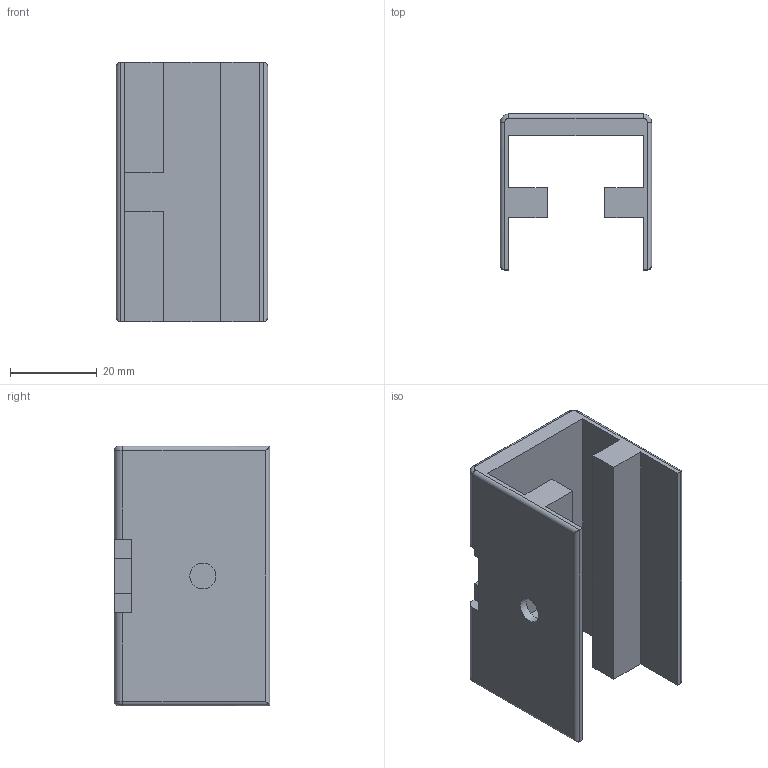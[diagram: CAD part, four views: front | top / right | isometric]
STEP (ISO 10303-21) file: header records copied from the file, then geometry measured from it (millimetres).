
FILE_DESCRIPTION(('FreeCAD Model'),'2;1');
FILE_NAME( 'Camera Holder.step', '2015-10-19T14:26:25',('Author'),(''), 'Open CASCADE STEP processor 6.8','FreeCAD','Unknown');
FILE_SCHEMA(('AUTOMOTIVE_DESIGN_CC2 { 1 2 10303 214 -1 1 5 4 }'));
Length unit declared in the file: millimetre
Products named in the file (1): Fillet
Bounding box: 35 x 36 x 60 mm (x, y, z)
Volume: 19370.7 mm3; surface area: 15531.1 mm2
Topology: 1 solids, 1 shells, 74 faces, 188 edges, 120 vertices
Faces by surface type: plane 52, cylinder 16, torus 4, extrusion 2
Full cylindrical faces by diameter (mm): 2 x2, 4 x2, 6 x1
Entity records: 4725 total; most frequent: CARTESIAN_POINT 920, DIRECTION 702, VECTOR 471, LINE 469, ORIENTED_EDGE 376, PCURVE 376, DEFINITIONAL_REPRESENTATION 376, EDGE_CURVE 188
